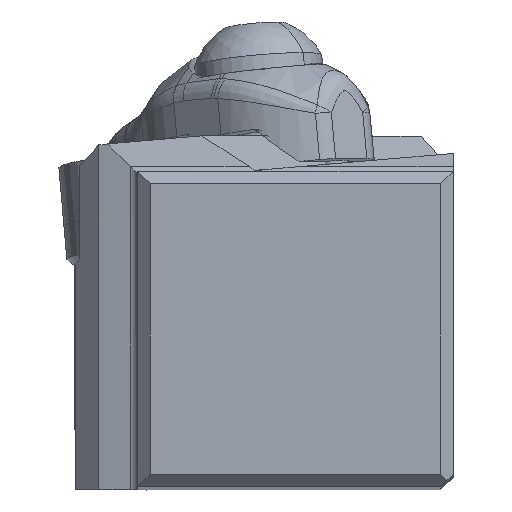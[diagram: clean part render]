
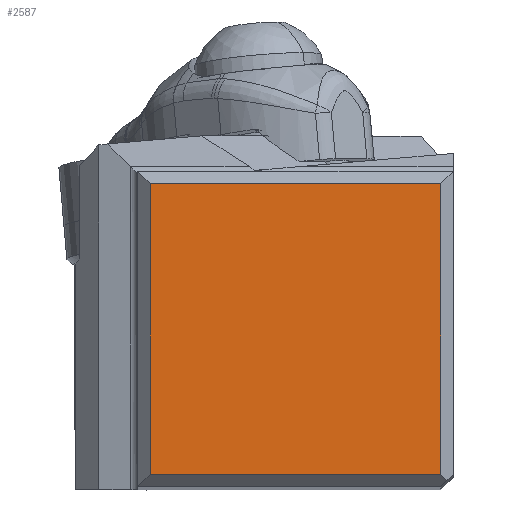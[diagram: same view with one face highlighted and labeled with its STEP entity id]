
A CAD part, top view. The second image highlights one B-rep face of the part: STEP entity #2587.
In plain terms, the highlighted planar face has unit normal (0, 0, 1).
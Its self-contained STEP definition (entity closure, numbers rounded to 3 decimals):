
#1923=FACE_OUTER_BOUND('',#2929,.T.);
#2191=LINE('',#8117,#2404);
#2194=LINE('',#8123,#2407);
#2196=LINE('',#8127,#2409);
#2200=LINE('',#8134,#2413);
#2404=VECTOR('',#6935,1.);
#2407=VECTOR('',#6940,1.);
#2409=VECTOR('',#6944,1.);
#2413=VECTOR('',#6950,1.);
#2587=ADVANCED_FACE('',(#1923),#2826,.T.);
#2826=PLANE('',#6331);
#2929=EDGE_LOOP('',(#3333,#3334,#3335,#3336));
#3333=ORIENTED_EDGE('',*,*,#5099,.F.);
#3334=ORIENTED_EDGE('',*,*,#5101,.F.);
#3335=ORIENTED_EDGE('',*,*,#5105,.T.);
#3336=ORIENTED_EDGE('',*,*,#5096,.T.);
#4615=VERTEX_POINT('',#8118);
#4616=VERTEX_POINT('',#8119);
#4617=VERTEX_POINT('',#8124);
#4618=VERTEX_POINT('',#8128);
#5096=EDGE_CURVE('',#4615,#4616,#2191,.T.);
#5099=EDGE_CURVE('',#4617,#4616,#2194,.T.);
#5101=EDGE_CURVE('',#4618,#4617,#2196,.T.);
#5105=EDGE_CURVE('',#4618,#4615,#2200,.T.);
#6331=AXIS2_PLACEMENT_3D('',#8136,#6953,#6954);
#6935=DIRECTION('',(1.,0.,0.));
#6940=DIRECTION('',(0.,-1.,0.));
#6944=DIRECTION('',(1.,0.,0.));
#6950=DIRECTION('',(0.,-1.,0.));
#6953=DIRECTION('',(0.,0.,1.));
#6954=DIRECTION('',(1.,0.,0.));
#8117=CARTESIAN_POINT('',(-24.4,1.,0.));
#8118=CARTESIAN_POINT('',(-24.4,1.,0.));
#8119=CARTESIAN_POINT('',(-1.,1.,0.));
#8123=CARTESIAN_POINT('',(-1.,24.4,0.));
#8124=CARTESIAN_POINT('',(-1.,24.4,0.));
#8127=CARTESIAN_POINT('',(-24.4,24.4,0.));
#8128=CARTESIAN_POINT('',(-24.4,24.4,0.));
#8134=CARTESIAN_POINT('',(-24.4,24.4,0.));
#8136=CARTESIAN_POINT('',(-12.7,12.7,0.));
